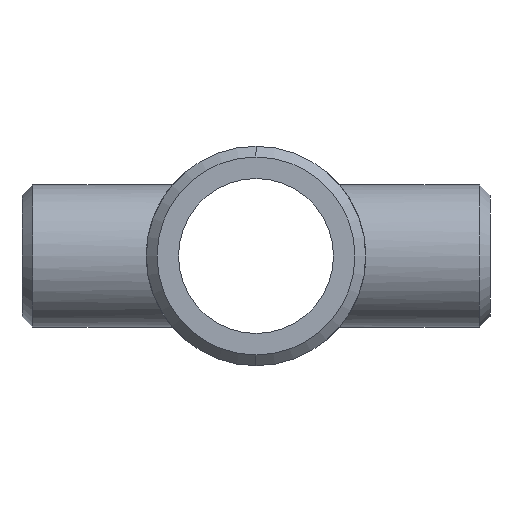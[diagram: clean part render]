
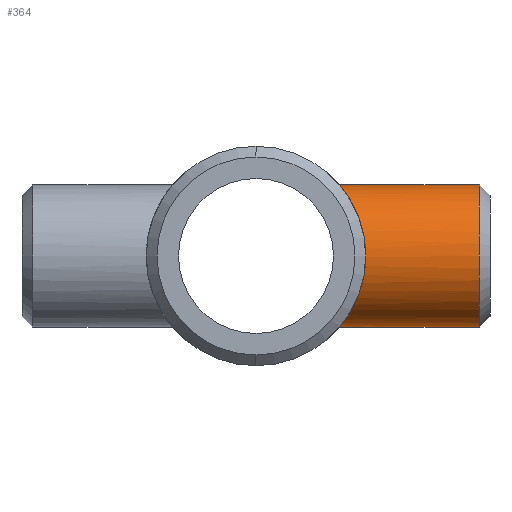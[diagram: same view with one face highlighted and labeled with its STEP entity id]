
A CAD part, left-side view. The second image highlights one B-rep face of the part: STEP entity #364.
In plain terms, the highlighted cylindrical face has radius 8.636 mm (diameter 17.272 mm), a partial arc.
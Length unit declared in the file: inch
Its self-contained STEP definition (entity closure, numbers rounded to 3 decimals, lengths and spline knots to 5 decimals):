
#8 = CARTESIAN_POINT ( 'NONE',  ( 0., -1.06867, 0.34 ) ) ;
#12 = CARTESIAN_POINT ( 'NONE',  ( 0., -1.12, -0.34 ) ) ;
#24 = LINE ( 'NONE', #12, #139 ) ;
#25 = CARTESIAN_POINT ( 'NONE',  ( 0., -0.40003, 0.34 ) ) ;
#29 = CARTESIAN_POINT ( 'NONE',  ( -0.04605, -0.40207, -0.33764 ) ) ;
#39 = CARTESIAN_POINT ( 'NONE',  ( -0.33945, -0.52464, -0.02243 ) ) ;
#45 = CARTESIAN_POINT ( 'NONE',  ( -0.30845, -0.50513, 0.14347 ) ) ;
#50 = VERTEX_POINT ( 'NONE', #25 ) ;
#84 = LINE ( 'NONE', #416, #422 ) ;
#91 = CARTESIAN_POINT ( 'NONE',  ( 0., -1.12, 0. ) ) ;
#103 = CARTESIAN_POINT ( 'NONE',  ( -0.32187, -0.5134, -0.11182 ) ) ;
#104 = DIRECTION ( 'NONE',  ( 0., 1., 0. ) ) ;
#119 = CARTESIAN_POINT ( 'NONE',  ( -0.33705, -0.52309, 0.04615 ) ) ;
#125 = CARTESIAN_POINT ( 'NONE',  ( -0.22437, -0.45847, 0.25638 ) ) ;
#139 = VECTOR ( 'NONE', #259, 39.37008 ) ;
#188 = ORIENTED_EDGE ( 'NONE', *, *, #911, .T. ) ;
#216 = CARTESIAN_POINT ( 'NONE',  ( -0.25493, -0.47432, -0.22523 ) ) ;
#258 = CARTESIAN_POINT ( 'NONE',  ( 0., -0.40003, 0.34 ) ) ;
#259 = DIRECTION ( 'NONE',  ( 0., 1., 0. ) ) ;
#265 = CARTESIAN_POINT ( 'NONE',  ( -0.09016, -0.40994, 0.32802 ) ) ;
#279 = CARTESIAN_POINT ( 'NONE',  ( -0.34001, -0.52501, -0.01102 ) ) ;
#284 = EDGE_CURVE ( 'NONE', #898, #667, #24, .T. ) ;
#290 = CARTESIAN_POINT ( 'NONE',  ( -0.20772, -0.45046, 0.27003 ) ) ;
#296 = CARTESIAN_POINT ( 'NONE',  ( -0.24756, -0.47039, -0.23331 ) ) ;
#345 = CARTESIAN_POINT ( 'NONE',  ( 0., -1.06867, -0.34 ) ) ;
#361 = CARTESIAN_POINT ( 'NONE',  ( -0.02317, -0.40003, -0.34 ) ) ;
#364 = ADVANCED_FACE ( 'NONE', ( #603 ), #426, .T. ) ;
#367 = CARTESIAN_POINT ( 'NONE',  ( -0.28725, -0.49246, 0.18222 ) ) ;
#372 = CARTESIAN_POINT ( 'NONE',  ( -0.33717, -0.52317, -0.04523 ) ) ;
#377 = VERTEX_POINT ( 'NONE', #8 ) ;
#379 = CARTESIAN_POINT ( 'NONE',  ( -0.27533, -0.4856, -0.19977 ) ) ;
#404 = ORIENTED_EDGE ( 'NONE', *, *, #859, .T. ) ;
#416 = CARTESIAN_POINT ( 'NONE',  ( 0., -1.12, 0.34 ) ) ;
#422 = VECTOR ( 'NONE', #832, 39.37008 ) ;
#426 = CYLINDRICAL_SURFACE ( 'NONE', #511, 0.34 ) ;
#434 = CARTESIAN_POINT ( 'NONE',  ( -0.30877, -0.50532, -0.14278 ) ) ;
#437 = AXIS2_PLACEMENT_3D ( 'NONE', #712, #610, #949 ) ;
#453 = CARTESIAN_POINT ( 'NONE',  ( -0.32163, -0.51324, 0.11252 ) ) ;
#507 = ORIENTED_EDGE ( 'NONE', *, *, #548, .T. ) ;
#511 = AXIS2_PLACEMENT_3D ( 'NONE', #91, #104, #514 ) ;
#514 = DIRECTION ( 'NONE',  ( 0., 0., -1. ) ) ;
#517 = CARTESIAN_POINT ( 'NONE',  ( -0.12195, -0.4181, 0.31757 ) ) ;
#526 = CARTESIAN_POINT ( 'NONE',  ( -0.3394, -0.52461, 0.02326 ) ) ;
#532 = CARTESIAN_POINT ( 'NONE',  ( -0.17187, -0.43509, 0.29416 ) ) ;
#541 = CARTESIAN_POINT ( 'NONE',  ( 0., -0.40003, -0.34 ) ) ;
#544 = CARTESIAN_POINT ( 'NONE',  ( -0.33543, -0.52205, -0.0567 ) ) ;
#548 = EDGE_CURVE ( 'NONE', #898, #377, #899, .T. ) ;
#593 = CARTESIAN_POINT ( 'NONE',  ( -0.04567, -0.40203, 0.33769 ) ) ;
#596 = EDGE_LOOP ( 'NONE', ( #507, #404, #188, #714 ) ) ;
#603 = FACE_OUTER_BOUND ( 'NONE', #596, .T. ) ;
#610 = DIRECTION ( 'NONE',  ( 0., 1., 0. ) ) ;
#626 = CARTESIAN_POINT ( 'NONE',  ( -0.26881, -0.48192, -0.20847 ) ) ;
#631 = CARTESIAN_POINT ( 'NONE',  ( -0.09091, -0.40963, -0.32842 ) ) ;
#667 = VERTEX_POINT ( 'NONE', #541 ) ;
#678 = CARTESIAN_POINT ( 'NONE',  ( -0.02302, -0.40003, 0.34 ) ) ;
#692 = CARTESIAN_POINT ( 'NONE',  ( -0.20801, -0.45059, -0.26981 ) ) ;
#697 = CARTESIAN_POINT ( 'NONE',  ( -0.11219, -0.41502, -0.32171 ) ) ;
#703 = CARTESIAN_POINT ( 'NONE',  ( -0.30388, -0.50234, -0.15291 ) ) ;
#706 = B_SPLINE_CURVE_WITH_KNOTS ( 'NONE', 3,
 ( #258, #678, #593, #996, #265, #915, #517, #862, #532, #290, #125, #1028, #935, #367, #1014, #842, #45, #453, #761, #850, #119, #526, #1021, #279, #39, #372, #544, #780, #103, #434, #703, #929, #845, #379, #626, #216, #296, #767, #692, #709, #1009, #697, #631, #29, #361, #940 ),
 .UNSPECIFIED., .F., .F.,
 ( 4, 2, 2, 2, 2, 2, 2, 2, 2, 2, 2, 2, 2, 2, 2, 2, 2, 2, 2, 2, 2, 2, 4 ),
 ( 0.02783, 0.02957, 0.03043, 0.0313, 0.03303, 0.03477, 0.0365, 0.03737, 0.03824, 0.03997, 0.04084, 0.04171, 0.04257, 0.04344, 0.04517, 0.04604, 0.04691, 0.04778, 0.04864, 0.05038, 0.05211, 0.05385, 0.05558 ),
 .UNSPECIFIED. ) ;
#709 = CARTESIAN_POINT ( 'NONE',  ( -0.17217, -0.43521, -0.29398 ) ) ;
#712 = CARTESIAN_POINT ( 'NONE',  ( 0., -1.06867, 0. ) ) ;
#714 = ORIENTED_EDGE ( 'NONE', *, *, #284, .F. ) ;
#761 = CARTESIAN_POINT ( 'NONE',  ( -0.32837, -0.51753, 0.09107 ) ) ;
#767 = CARTESIAN_POINT ( 'NONE',  ( -0.22458, -0.45857, -0.25619 ) ) ;
#780 = CARTESIAN_POINT ( 'NONE',  ( -0.32858, -0.51766, -0.09033 ) ) ;
#832 = DIRECTION ( 'NONE',  ( 0., 1., 0. ) ) ;
#842 = CARTESIAN_POINT ( 'NONE',  ( -0.30354, -0.50214, 0.15357 ) ) ;
#845 = CARTESIAN_POINT ( 'NONE',  ( -0.28758, -0.49265, -0.18171 ) ) ;
#850 = CARTESIAN_POINT ( 'NONE',  ( -0.33528, -0.52195, 0.0576 ) ) ;
#859 = EDGE_CURVE ( 'NONE', #377, #50, #84, .T. ) ;
#862 = CARTESIAN_POINT ( 'NONE',  ( -0.15246, -0.42766, 0.3047 ) ) ;
#898 = VERTEX_POINT ( 'NONE', #345 ) ;
#899 = CIRCLE ( 'NONE', #437, 0.34 ) ;
#911 = EDGE_CURVE ( 'NONE', #50, #667, #706, .T. ) ;
#915 = CARTESIAN_POINT ( 'NONE',  ( -0.11154, -0.41516, 0.32138 ) ) ;
#929 = CARTESIAN_POINT ( 'NONE',  ( -0.29329, -0.49601, -0.17235 ) ) ;
#935 = CARTESIAN_POINT ( 'NONE',  ( -0.26895, -0.48193, 0.20913 ) ) ;
#940 = CARTESIAN_POINT ( 'NONE',  ( 0., -0.40003, -0.34 ) ) ;
#949 = DIRECTION ( 'NONE',  ( 0., 0., -1. ) ) ;
#996 = CARTESIAN_POINT ( 'NONE',  ( -0.07913, -0.40763, 0.33086 ) ) ;
#1009 = CARTESIAN_POINT ( 'NONE',  ( -0.15274, -0.42777, -0.30456 ) ) ;
#1014 = CARTESIAN_POINT ( 'NONE',  ( -0.29296, -0.49581, 0.17291 ) ) ;
#1021 = CARTESIAN_POINT ( 'NONE',  ( -0.33999, -0.52499, 0.01182 ) ) ;
#1028 = CARTESIAN_POINT ( 'NONE',  ( -0.25518, -0.47431, 0.22573 ) ) ;
